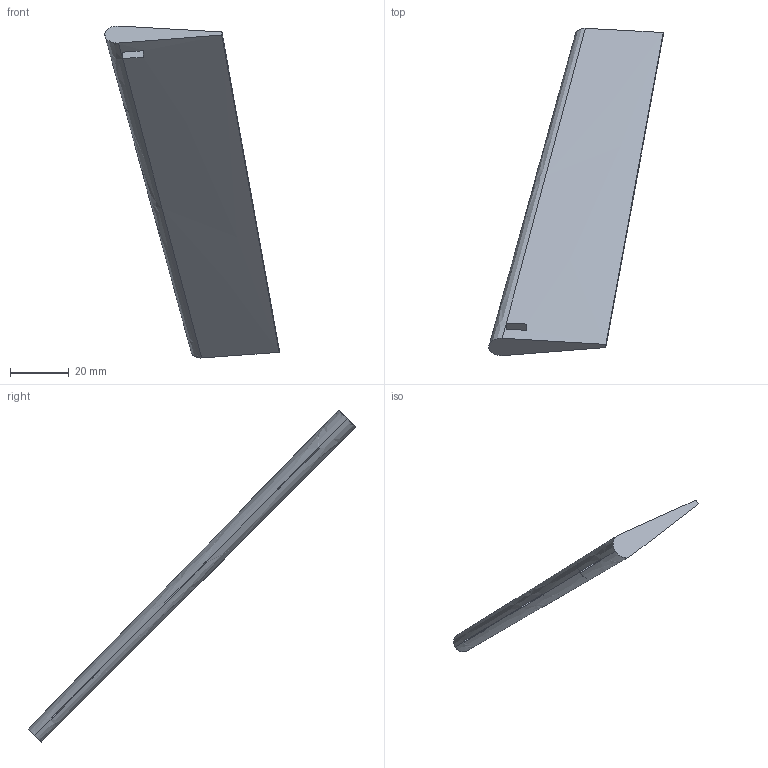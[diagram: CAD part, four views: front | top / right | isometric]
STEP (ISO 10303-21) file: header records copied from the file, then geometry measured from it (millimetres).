
FILE_DESCRIPTION (( 'STEP AP214' ), '1' );
FILE_NAME ('RUDDER R 2024.STEP', '2024-10-19T16:18:38', ( '' ), ( '' ), 'SwSTEP 2.0', 'SolidWorks 2023', '' );
FILE_SCHEMA (( 'AUTOMOTIVE_DESIGN' ));
Length unit declared in the file: millimetre
Products named in the file (1): RUDDER R 2024
Bounding box: 59.58 x 111.98 x 113.36 mm (x, y, z)
Volume: 24752.9 mm3; surface area: 13873.2 mm2
Topology: 1 solids, 1 shells, 28 faces, 80 edges, 52 vertices
Faces by surface type: plane 24, bspline 4
Entity records: 1550 total; most frequent: CARTESIAN_POINT 896, ORIENTED_EDGE 160, DIRECTION 85, EDGE_CURVE 80, VERTEX_POINT 52, B_SPLINE_CURVE_WITH_KNOTS 45, VECTOR 35, LINE 35
